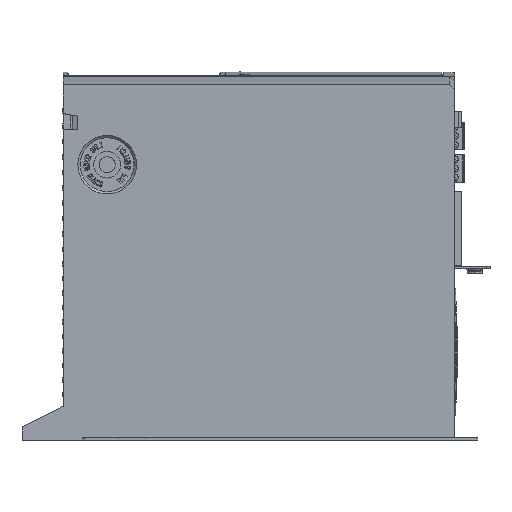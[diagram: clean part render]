
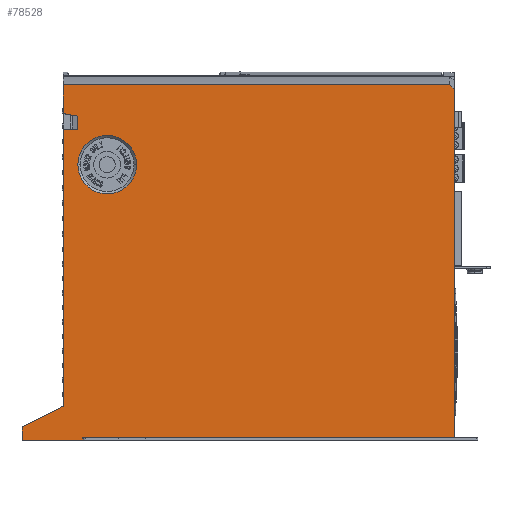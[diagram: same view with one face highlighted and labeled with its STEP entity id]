
A CAD part, left-side view. The second image highlights one B-rep face of the part: STEP entity #78528.
In plain terms, the highlighted planar face has unit normal (-1, 0, 0).
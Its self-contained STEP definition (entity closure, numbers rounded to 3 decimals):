
#6830=DIRECTION('',(0.,0.,1.));
#6831=VECTOR('',#6830,155.);
#6832=CARTESIAN_POINT('',(-62.5,0.,-170.));
#6833=LINE('',#6832,#6831);
#7783=DIRECTION('',(0.,0.,1.));
#7784=VECTOR('',#7783,16.165);
#7785=CARTESIAN_POINT('',(-62.5,0.,-6.33));
#7786=LINE('',#7785,#7784);
#9231=DIRECTION('',(0.,0.,1.));
#9232=VECTOR('',#9231,194.37);
#9233=CARTESIAN_POINT('',(-62.5,-218.1,-187.1));
#9234=LINE('',#9233,#9232);
#25193=DIRECTION('',(0.,-1.,0.));
#25194=VECTOR('',#25193,207.1);
#25195=CARTESIAN_POINT('',(-62.5,-11.,-187.1));
#25196=LINE('',#25195,#25194);
#29641=CARTESIAN_POINT('',(-62.5,-24.5,-34.8));
#29642=DIRECTION('',(1.,0.,0.));
#29643=DIRECTION('',(0.,1.,0.));
#29644=AXIS2_PLACEMENT_3D('',#29641,#29642,#29643);
#29649=CARTESIAN_POINT('',(-62.5,-24.5,-34.8));
#29650=DIRECTION('',(1.,0.,0.));
#29651=DIRECTION('',(0.,-1.,0.));
#29652=AXIS2_PLACEMENT_3D('',#29649,#29650,#29651);
#29657=CARTESIAN_POINT('',(-62.5,-218.1,
7.27));
#29658=CARTESIAN_POINT('',(-62.5,-217.686,
7.695));
#29659=CARTESIAN_POINT('',(-62.5,-216.856,
8.548));
#29660=CARTESIAN_POINT('',(-62.5,-216.019,
9.405));
#29661=CARTESIAN_POINT('',(-62.5,-215.6,
9.836));
#29666=DIRECTION('',(0.,0.,1.));
#29667=VECTOR('',#29666,1.5);
#29668=CARTESIAN_POINT('',(-62.5,-11.,-188.6));
#29669=LINE('',#29668,#29667);
#29673=DIRECTION('',(0.,1.,0.));
#29674=VECTOR('',#29673,34.);
#29675=CARTESIAN_POINT('',(-62.5,-11.,-188.6));
#29676=LINE('',#29675,#29674);
#29680=DIRECTION('',(0.,0.893,-0.45));
#29681=VECTOR('',#29680,24.642);
#29682=CARTESIAN_POINT('',(-62.5,1.,-170.));
#29683=LINE('',#29682,#29681);
#29687=DIRECTION('',(0.,1.,0.));
#29688=VECTOR('',#29687,1.);
#29689=CARTESIAN_POINT('',(-62.5,0.,-170.));
#29690=LINE('',#29689,#29688);
#29694=DIRECTION('',(0.,1.,0.));
#29695=VECTOR('',#29694,8.);
#29696=CARTESIAN_POINT('',(-62.5,-8.,-15.));
#29697=LINE('',#29696,#29695);
#29701=DIRECTION('',(0.,0.,1.));
#29702=VECTOR('',#29701,7.259);
#29703=CARTESIAN_POINT('',(-62.5,-8.,-15.));
#29704=LINE('',#29703,#29702);
#49744=DIRECTION('',(0.,0.,-1.));
#49745=VECTOR('',#49744,7.5);
#49746=CARTESIAN_POINT('',(-62.5,23.,-181.1));
#49747=LINE('',#49746,#49745);
#49831=DIRECTION('',(0.,-0.985,-0.174));
#49832=VECTOR('',#49831,8.123);
#49833=CARTESIAN_POINT('',(-62.5,0.,-6.33));
#49834=LINE('',#49833,#49832);
#50457=DIRECTION('',(0.,-1.,0.));
#50458=VECTOR('',#50457,215.6);
#50459=CARTESIAN_POINT('',(-62.5,0.,9.835));
#50460=LINE('',#50459,#50458);
#51674=CARTESIAN_POINT('',(-62.5,0.,9.835));
#51676=VERTEX_POINT('',#51674);
#52058=CARTESIAN_POINT('',(-62.5,23.,-188.6));
#52060=VERTEX_POINT('',#52058);
#54374=CARTESIAN_POINT('',(-62.5,-11.,-188.6));
#54375=CARTESIAN_POINT('',(-62.5,-11.,-187.1));
#54376=VERTEX_POINT('',#54374);
#54377=VERTEX_POINT('',#54375);
#54560=VERTEX_POINT('',#29657);
#54561=VERTEX_POINT('',#29661);
#55511=CARTESIAN_POINT('',(-62.5,-8.15,-34.8));
#55512=CARTESIAN_POINT('',(-62.5,-40.85,-34.8));
#55513=VERTEX_POINT('',#55511);
#55514=VERTEX_POINT('',#55512);
#55617=CARTESIAN_POINT('',(-62.5,-218.1,-187.1));
#55618=VERTEX_POINT('',#55617);
#55731=CARTESIAN_POINT('',(-62.5,0.,-15.));
#55733=VERTEX_POINT('',#55731);
#55741=CARTESIAN_POINT('',(-62.5,-8.,-15.));
#55742=VERTEX_POINT('',#55741);
#55757=CARTESIAN_POINT('',(-62.5,-8.,-7.741));
#55758=VERTEX_POINT('',#55757);
#55759=CARTESIAN_POINT('',(-62.5,0.,-6.33));
#55760=VERTEX_POINT('',#55759);
#55879=CARTESIAN_POINT('',(-62.5,1.,-170.));
#55880=CARTESIAN_POINT('',(-62.5,23.,-181.1));
#55881=VERTEX_POINT('',#55879);
#55882=VERTEX_POINT('',#55880);
#55895=CARTESIAN_POINT('',(-62.5,0.,-170.));
#55896=VERTEX_POINT('',#55895);
#78492=CARTESIAN_POINT('',(-62.5,0.,-188.6));
#78493=DIRECTION('',(-1.,0.,0.));
#78494=DIRECTION('',(0.,0.,1.));
#78495=AXIS2_PLACEMENT_3D('',#78492,#78493,#78494);
#78496=PLANE('',#78495);
#78498=ORIENTED_EDGE('',*,*,#78497,.F.);
#78499=ORIENTED_EDGE('',*,*,#61232,.F.);
#78500=ORIENTED_EDGE('',*,*,#74883,.F.);
#78502=ORIENTED_EDGE('',*,*,#78501,.F.);
#78504=ORIENTED_EDGE('',*,*,#78503,.T.);
#78506=ORIENTED_EDGE('',*,*,#78505,.F.);
#78508=ORIENTED_EDGE('',*,*,#78507,.F.);
#78509=ORIENTED_EDGE('',*,*,#78445,.F.);
#78510=ORIENTED_EDGE('',*,*,#60126,.T.);
#78512=ORIENTED_EDGE('',*,*,#78511,.F.);
#78514=ORIENTED_EDGE('',*,*,#78513,.T.);
#78516=ORIENTED_EDGE('',*,*,#78515,.F.);
#78517=ORIENTED_EDGE('',*,*,#60410,.T.);
#78519=ORIENTED_EDGE('',*,*,#78518,.T.);
#78520=EDGE_LOOP('',(#78498,#78499,#78500,#78502,#78504,#78506,#78508,#78509,
#78510,#78512,#78514,#78516,#78517,#78519));
#78521=FACE_OUTER_BOUND('',#78520,.F.);
#78523=ORIENTED_EDGE('',*,*,#78522,.F.);
#78525=ORIENTED_EDGE('',*,*,#78524,.F.);
#78526=EDGE_LOOP('',(#78523,#78525));
#78527=FACE_BOUND('',#78526,.F.);
#78528=ADVANCED_FACE('',(#78521,#78527),#78496,.T.);
#29645=CIRCLE('',#29644,16.35);
#29653=CIRCLE('',#29652,16.35);
#29662=B_SPLINE_CURVE_WITH_KNOTS('',3,(#29657,#29658,#29659,#29660,#29661),
.UNSPECIFIED.,.F.,.F.,(4,1,4),(0.,0.5,1.),.UNSPECIFIED.);
#60126=EDGE_CURVE('',#55896,#55733,#6833,.T.);
#60410=EDGE_CURVE('',#55760,#51676,#7786,.T.);
#61232=EDGE_CURVE('',#55618,#54560,#9234,.T.);
#74883=EDGE_CURVE('',#54377,#55618,#25196,.T.);
#78445=EDGE_CURVE('',#55896,#55881,#29690,.T.);
#78497=EDGE_CURVE('',#54560,#54561,#29662,.T.);
#78501=EDGE_CURVE('',#54376,#54377,#29669,.T.);
#78503=EDGE_CURVE('',#54376,#52060,#29676,.T.);
#78505=EDGE_CURVE('',#55882,#52060,#49747,.T.);
#78507=EDGE_CURVE('',#55881,#55882,#29683,.T.);
#78511=EDGE_CURVE('',#55742,#55733,#29697,.T.);
#78513=EDGE_CURVE('',#55742,#55758,#29704,.T.);
#78515=EDGE_CURVE('',#55760,#55758,#49834,.T.);
#78518=EDGE_CURVE('',#51676,#54561,#50460,.T.);
#78522=EDGE_CURVE('',#55513,#55514,#29645,.T.);
#78524=EDGE_CURVE('',#55514,#55513,#29653,.T.);
